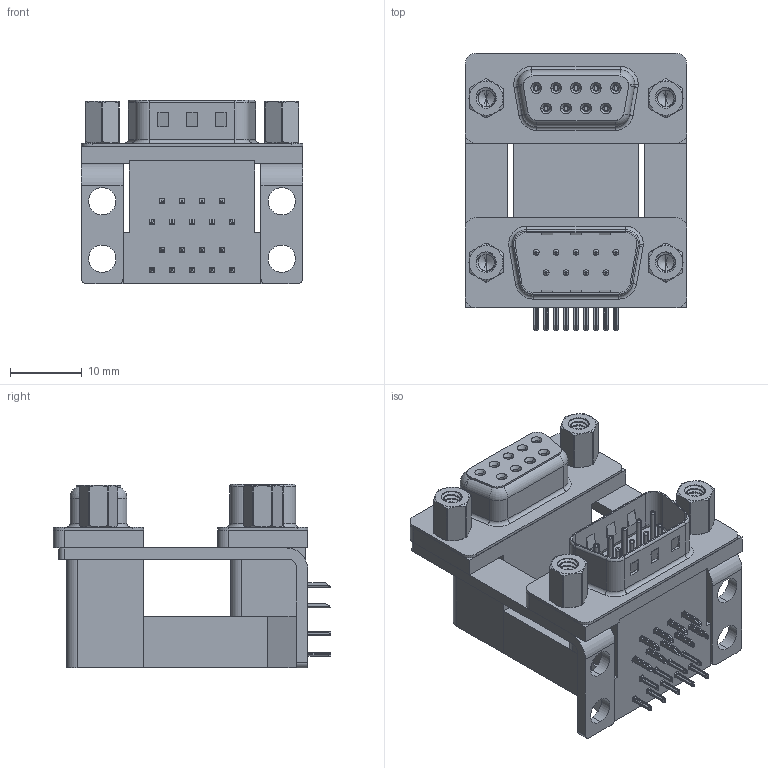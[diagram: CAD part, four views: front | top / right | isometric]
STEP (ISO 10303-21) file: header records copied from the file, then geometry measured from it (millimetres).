
FILE_DESCRIPTION (( 'STEP AP203' ), '1' );
FILE_NAME ('664-009-364-009.STEP', '2022-06-20T13:30:57', ( '' ), ( '' ), 'SwSTEP 2.0', 'SolidWorks 2020', '' );
FILE_SCHEMA (( 'CONFIG_CONTROL_DESIGN' ));
Length unit declared in the file: millimetre
Products named in the file (13): 664 Housing Upper_09 Contacts H; 664 Mounting Bracket_NoneH; 664 Contact Top Upper_H; 664-009-364-009; 664 Housing Spacer_09 Contacts H; 664 Shell Receptacle_09 Contacts; 664 4-40 Hex Standoff 5; 664 Threaded Rivet_4-40; 664 Contact Top Lower; 664 Contact Bottom Lower; 664 Contact Bottom Upper_H; 664 Shell Plug_09 Contacts; 664 Housing Lower_09 Contacts
Assembly tree (33 placements, depth 2):
  664-009-364-009
    664 Housing Lower_09 Contacts
    664 Housing Spacer_09 Contacts H
    664 Housing Upper_09 Contacts H
    664 Shell Plug_09 Contacts
    664 Shell Receptacle_09 Contacts
    664 Contact Bottom Lower  x4
    664 Contact Top Lower  x5
    664 Contact Bottom Upper_H  x4
    664 Contact Top Upper_H  x5
    664 Mounting Bracket_NoneH  x2
    664 Threaded Rivet_4-40  x4
    664 4-40 Hex Standoff 5  x4
Bounding box: 30.81 x 38.59 x 25.6 mm (x, y, z)
Volume: 11720.3 mm3; surface area: 13976.2 mm2
Topology: 33 solids, 33 shells, 2781 faces, 7171 edges, 4505 vertices
Faces by surface type: plane 1307, cylinder 839, bspline 344, cone 168, torus 123
Entity records: 41910 total; most frequent: CARTESIAN_POINT 14010, ORIENTED_EDGE 5542, DIRECTION 5126, EDGE_CURVE 2771, VERTEX_POINT 1763, VECTOR 1728, LINE 1728, AXIS2_PLACEMENT_3D 1699
